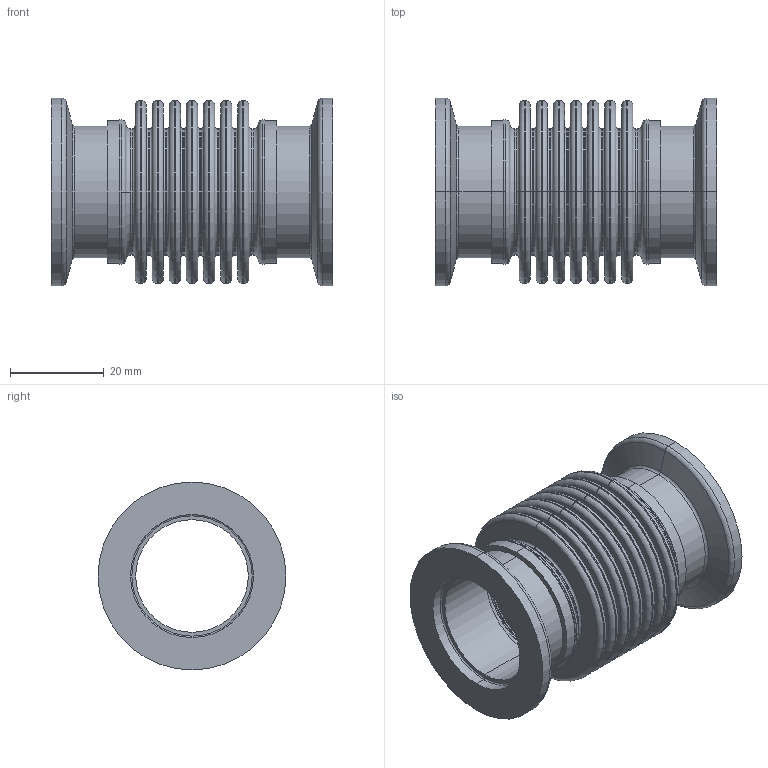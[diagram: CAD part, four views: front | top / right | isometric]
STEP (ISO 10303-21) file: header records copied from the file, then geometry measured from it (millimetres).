
FILE_DESCRIPTION (( 'STEP AP214' ), '1' );
FILE_NAME ('170SFK025-060.stp', '2017-04-12T10:56:22', ( '' ), ( '' ), 'SwSTEP 2.0', 'SolidWorks 2015', '' );
FILE_SCHEMA (( 'AUTOMOTIVE_DESIGN' ));
Length unit declared in the file: millimetre
Products named in the file (1): 170SFK025-060
Bounding box: 60 x 40 x 40 mm (x, y, z)
Volume: 11581.3 mm3; surface area: 30840.3 mm2
Topology: 11 solids, 11 shells, 318 faces, 636 edges, 372 vertices
Faces by surface type: torus 140, cylinder 120, plane 54, cone 4
Entity records: 12030 total; most frequent: DIRECTION 1786, CARTESIAN_POINT 1327, ORIENTED_EDGE 1272, AXIS2_PLACEMENT_3D 831, EDGE_CURVE 636, CIRCLE 512, EDGE_LOOP 372, VERTEX_POINT 372
